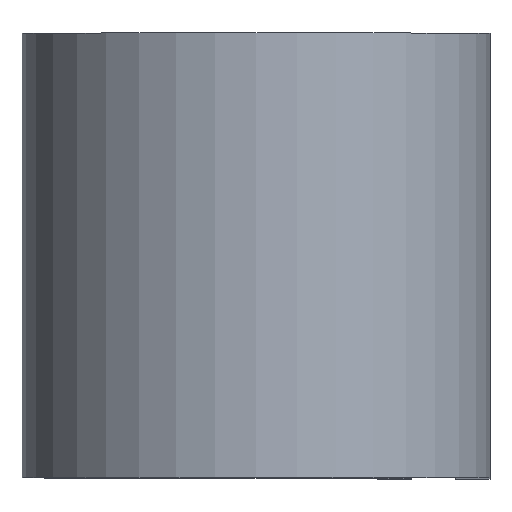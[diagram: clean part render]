
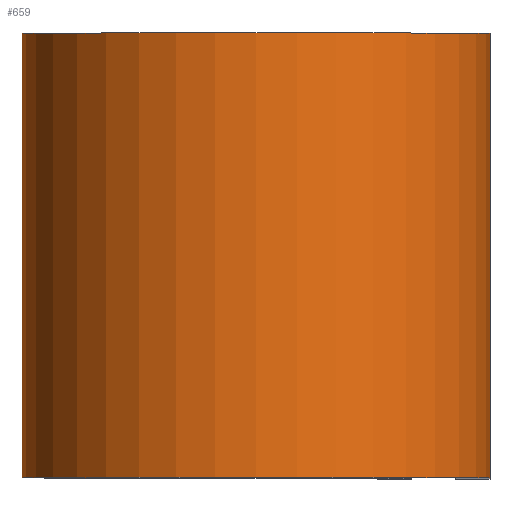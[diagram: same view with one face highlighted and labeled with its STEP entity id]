
A CAD part, top view. The second image highlights one B-rep face of the part: STEP entity #659.
In plain terms, the highlighted cylindrical face has radius 8.357 mm (diameter 16.713 mm), a partial arc.
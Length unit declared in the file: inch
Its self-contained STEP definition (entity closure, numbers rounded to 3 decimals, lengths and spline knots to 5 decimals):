
#14 = CARTESIAN_POINT ( 'NONE',  ( 0.329, 0.3125, 0. ) ) ;
#30 = CARTESIAN_POINT ( 'NONE',  ( 0., 0.3125, 0. ) ) ;
#39 = AXIS2_PLACEMENT_3D ( 'NONE', #233, #232, #228 ) ;
#41 = CARTESIAN_POINT ( 'NONE',  ( 0., -0.3125, -0.329 ) ) ;
#50 = EDGE_CURVE ( 'NONE', #217, #297, #536, .T. ) ;
#60 = EDGE_CURVE ( 'NONE', #630, #297, #572, .T. ) ;
#74 = EDGE_CURVE ( 'NONE', #491, #630, #303, .T. ) ;
#87 = EDGE_LOOP ( 'NONE', ( #608, #543, #393, #197 ) ) ;
#133 = DIRECTION ( 'NONE',  ( 0., -1., 0. ) ) ;
#150 = CARTESIAN_POINT ( 'NONE',  ( 0., 0.3125, -0.329 ) ) ;
#167 = CIRCLE ( 'NONE', #701, 0.329 ) ;
#183 = DIRECTION ( 'NONE',  ( 1., 0., 0. ) ) ;
#197 = ORIENTED_EDGE ( 'NONE', *, *, #74, .T. ) ;
#200 = CARTESIAN_POINT ( 'NONE',  ( 0.329, 0.3125, 0. ) ) ;
#210 = DIRECTION ( 'NONE',  ( 0., -1., 0. ) ) ;
#211 = CARTESIAN_POINT ( 'NONE',  ( 0.329, -0.3125, 0. ) ) ;
#217 = VERTEX_POINT ( 'NONE', #14 ) ;
#228 = DIRECTION ( 'NONE',  ( 1., 0., 0. ) ) ;
#232 = DIRECTION ( 'NONE',  ( 0., 1., 0. ) ) ;
#233 = CARTESIAN_POINT ( 'NONE',  ( 0., -0.3125, 0. ) ) ;
#248 = EDGE_CURVE ( 'NONE', #491, #217, #167, .T. ) ;
#250 = DIRECTION ( 'NONE',  ( 0., 0., -1. ) ) ;
#261 = CARTESIAN_POINT ( 'NONE',  ( 0., 0.3125, 0. ) ) ;
#263 = FACE_OUTER_BOUND ( 'NONE', #87, .T. ) ;
#295 = DIRECTION ( 'NONE',  ( 0., 1., 0. ) ) ;
#297 = VERTEX_POINT ( 'NONE', #211 ) ;
#303 = LINE ( 'NONE', #366, #370 ) ;
#338 = AXIS2_PLACEMENT_3D ( 'NONE', #30, #210, #250 ) ;
#366 = CARTESIAN_POINT ( 'NONE',  ( 0., 0.3125, -0.329 ) ) ;
#370 = VECTOR ( 'NONE', #394, 39.37008 ) ;
#393 = ORIENTED_EDGE ( 'NONE', *, *, #248, .F. ) ;
#394 = DIRECTION ( 'NONE',  ( 0., -1., 0. ) ) ;
#491 = VERTEX_POINT ( 'NONE', #150 ) ;
#536 = LINE ( 'NONE', #200, #552 ) ;
#543 = ORIENTED_EDGE ( 'NONE', *, *, #50, .F. ) ;
#552 = VECTOR ( 'NONE', #133, 39.37008 ) ;
#572 = CIRCLE ( 'NONE', #39, 0.329 ) ;
#608 = ORIENTED_EDGE ( 'NONE', *, *, #60, .T. ) ;
#630 = VERTEX_POINT ( 'NONE', #41 ) ;
#659 = ADVANCED_FACE ( 'NONE', ( #263 ), #735, .T. ) ;
#701 = AXIS2_PLACEMENT_3D ( 'NONE', #261, #295, #183 ) ;
#735 = CYLINDRICAL_SURFACE ( 'NONE', #338, 0.329 ) ;
